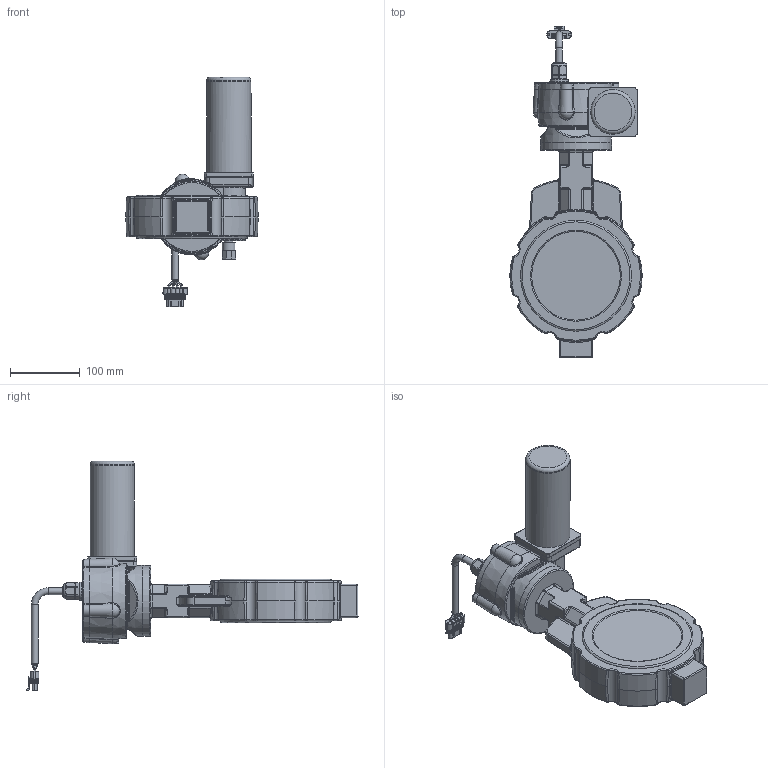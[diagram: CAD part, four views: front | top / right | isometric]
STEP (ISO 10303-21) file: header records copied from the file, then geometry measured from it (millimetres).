
FILE_DESCRIPTION (( 'STEP AP214' ), '1' );
FILE_NAME ('2955-e.STEP', '2014-09-16T18:31:52', ( 'eb' ), ( '' ), 'SwSTEP 2.0', 'SolidWorks 2013', '' );
FILE_SCHEMA (( 'AUTOMOTIVE_DESIGN' ));
Length unit declared in the file: inch
Products named in the file (1): 2955-e
Bounding box: 189.32 x 475.08 x 328.57 mm (x, y, z)
Surface area: 239273.4 mm2 (no closed solid volume)
Topology: 0 solids, 5 shells, 1177 faces, 2912 edges, 1705 vertices
Faces by surface type: bspline 366, cylinder 322, plane 303, torus 127, cone 40, sphere 19
Full cylindrical faces by diameter (mm): 2.769 x8, 5.08 x4, 9.525 x2, 9.652 x1, 12.649 x1, 12.7 x1, 15.875 x1, 16.205 x1, 18.542 x2, 19.05 x2, 19.842 x1, 20.637 x1, 50.8 x1, 50.927 x1, 63.5 x2, 69.418 x1, 101.6 x1, 158.75 x2
Entity records: 45906 total; most frequent: CARTESIAN_POINT 21186, ORIENTED_EDGE 5532, DIRECTION 4646, EDGE_CURVE 2781, AXIS2_PLACEMENT_3D 1874, VERTEX_POINT 1679, EDGE_LOOP 1267, FACE_OUTER_BOUND 1222
